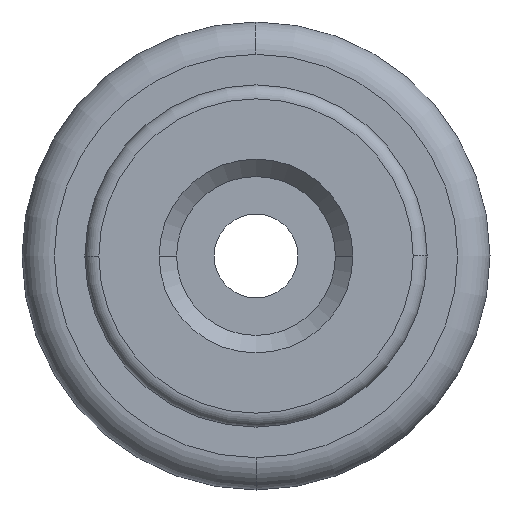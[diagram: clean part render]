
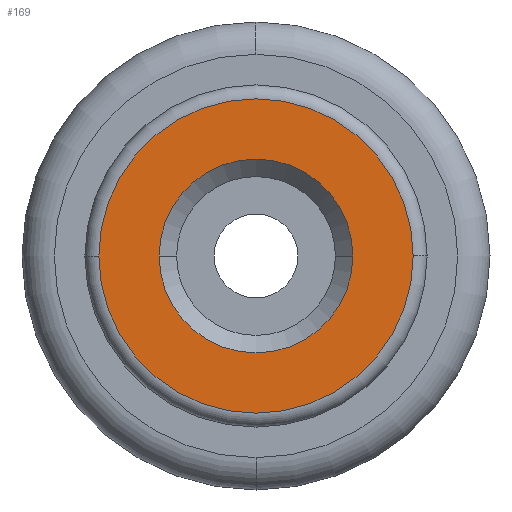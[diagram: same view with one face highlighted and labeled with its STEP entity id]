
A CAD part, front view. The second image highlights one B-rep face of the part: STEP entity #169.
In plain terms, the highlighted planar face has unit normal (0, -1, 0).
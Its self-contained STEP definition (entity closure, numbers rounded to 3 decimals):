
#169=ADVANCED_FACE('',(#395,#396),#397,.T.);
#395=FACE_BOUND('',#682,.T.);
#396=FACE_OUTER_BOUND('',#683,.T.);
#397=PLANE('',#684);
#682=EDGE_LOOP('',(#1110,#1111));
#683=EDGE_LOOP('',(#1112,#1113));
#684=AXIS2_PLACEMENT_3D('',#1114,#1115,#1116);
#1110=ORIENTED_EDGE('',*,*,#1757,.T.);
#1111=ORIENTED_EDGE('',*,*,#1729,.T.);
#1112=ORIENTED_EDGE('',*,*,#1759,.F.);
#1113=ORIENTED_EDGE('',*,*,#1760,.F.);
#1114=CARTESIAN_POINT('',(4.5,0.0,0.0));
#1115=DIRECTION('',(-0.0,-1.0,-0.0));
#1116=DIRECTION('',(-1.0,0.0,0.0));
#1729=EDGE_CURVE('',#2075,#2078,#2080,.T.);
#1757=EDGE_CURVE('',#2078,#2075,#2123,.T.);
#1759=EDGE_CURVE('',#2125,#2126,#2127,.T.);
#1760=EDGE_CURVE('',#2126,#2125,#2128,.T.);
#2075=VERTEX_POINT('',#2508);
#2078=VERTEX_POINT('',#2512);
#2080=CIRCLE('',#2515,5.55);
#2123=CIRCLE('',#2562,5.55);
#2125=VERTEX_POINT('',#2564);
#2126=VERTEX_POINT('',#2565);
#2127=CIRCLE('',#2566,9.0);
#2128=CIRCLE('',#2567,9.0);
#2508=CARTESIAN_POINT('',(5.55,0.0,0.));
#2512=CARTESIAN_POINT('',(-5.55,0.0,0.));
#2515=AXIS2_PLACEMENT_3D('',#2976,#2977,#2978);
#2562=AXIS2_PLACEMENT_3D('',#3031,#3032,#3033);
#2564=CARTESIAN_POINT('',(9.0,0.0,0.0));
#2565=CARTESIAN_POINT('',(-9.0,0.0,0.));
#2566=AXIS2_PLACEMENT_3D('',#3034,#3035,#3036);
#2567=AXIS2_PLACEMENT_3D('',#3037,#3038,#3039);
#2976=CARTESIAN_POINT('',(0.0,0.0,0.0));
#2977=DIRECTION('',(-0.0,1.0,0.0));
#2978=DIRECTION('',(1.0,0.0,0.0));
#3031=CARTESIAN_POINT('',(0.0,0.0,0.0));
#3032=DIRECTION('',(-0.0,1.0,0.0));
#3033=DIRECTION('',(1.0,0.0,0.0));
#3034=CARTESIAN_POINT('',(0.0,0.0,0.0));
#3035=DIRECTION('',(-0.0,1.0,0.0));
#3036=DIRECTION('',(1.0,0.0,0.0));
#3037=CARTESIAN_POINT('',(0.0,0.0,0.0));
#3038=DIRECTION('',(-0.0,1.0,0.0));
#3039=DIRECTION('',(1.0,0.0,0.0));
